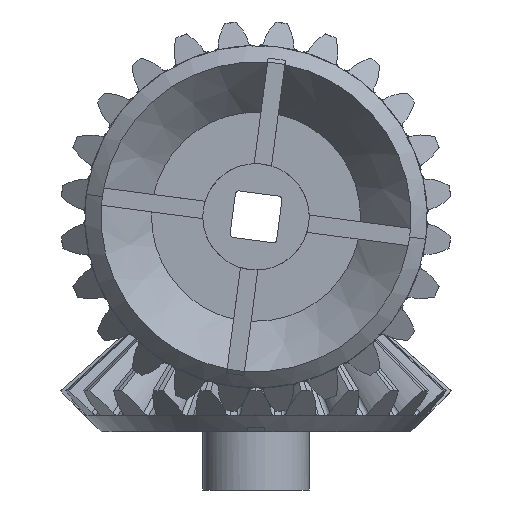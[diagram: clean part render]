
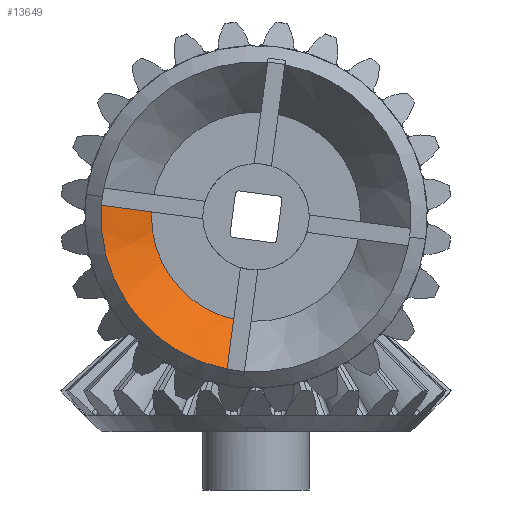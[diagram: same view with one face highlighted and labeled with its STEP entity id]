
A CAD part, front view. The second image highlights one B-rep face of the part: STEP entity #13649.
In plain terms, the highlighted conical face has half-angle 40.787 degrees and reference radius 10.644 mm.
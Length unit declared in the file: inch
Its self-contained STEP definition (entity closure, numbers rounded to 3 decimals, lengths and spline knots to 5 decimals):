
#6739 = DIRECTION ( 'NONE',  ( 1., 0., 0. ) ) ;
#6740 = DIRECTION ( 'NONE',  ( 0., 0., 1. ) ) ;
#6741 = CARTESIAN_POINT ( 'NONE',  ( 0., 0., 0.08093 ) ) ;
#6742 = AXIS2_PLACEMENT_3D ( 'NONE', #6741, #6740, #6739 ) ;
#6744 = CONICAL_SURFACE ( 'NONE', #6742, 0.41907, 0.712 ) ;
#6745 = FACE_OUTER_BOUND ( 'NONE', #13602, .T. ) ;
#6777 = DIRECTION ( 'NONE',  ( 1., 0., 0. ) ) ;
#6778 = DIRECTION ( 'NONE',  ( 0., 0., -1. ) ) ;
#6779 = AXIS2_PLACEMENT_3D ( 'NONE', #6786, #6778, #6777 ) ;
#6780 = CIRCLE ( 'NONE', #6779, 0.41907 ) ;
#6786 = CARTESIAN_POINT ( 'NONE',  ( 0., 0., 0.08093 ) ) ;
#8110 = CARTESIAN_POINT ( 'NONE',  ( -0.02362, -0.4184, 0.08093 ) ) ;
#8323 = CARTESIAN_POINT ( 'NONE',  ( -0.02362, -0.4184, 0.08093 ) ) ;
#8324 = CARTESIAN_POINT ( 'NONE',  ( -0.02362, -0.37284, 0.02825 ) ) ;
#8325 = CARTESIAN_POINT ( 'NONE',  ( -0.02362, -0.32728, -0.02442 ) ) ;
#8326 = CARTESIAN_POINT ( 'NONE',  ( -0.02362, -0.28173, -0.0771 ) ) ;
#8328 = B_SPLINE_CURVE_WITH_KNOTS ( 'NONE', 3,
 ( #8326, #8325, #8324, #8323 ),
 .UNSPECIFIED., .F., .F.,
 ( 4, 4 ),
 ( 0., 1. ),
 .UNSPECIFIED. ) ;
#8329 = CARTESIAN_POINT ( 'NONE',  ( -0.02362, -0.28173, -0.0771 ) ) ;
#8402 = CARTESIAN_POINT ( 'NONE',  ( -0.4184, -0.02362, 0.08093 ) ) ;
#8407 = CARTESIAN_POINT ( 'NONE',  ( -0.27636, -0.06338, -0.0771 ) ) ;
#8408 = CARTESIAN_POINT ( 'NONE',  ( -0.28037, -0.03973, -0.0771 ) ) ;
#8409 = CARTESIAN_POINT ( 'NONE',  ( -0.28173, -0.02362, -0.0771 ) ) ;
#8417 = B_SPLINE_CURVE_WITH_KNOTS ( 'NONE', 3,
 ( #8409, #8408, #8407, #8469, #8468, #8467, #8466, #8465, #8464, #8463, #8462, #8461, #8460, #8459, #8458, #8457, #8456, #8455, #8454, #8453, #8452, #8451, #8450, #8449, #8448, #8447, #8446, #8445, #8444, #8443, #8442 ),
 .UNSPECIFIED., .F., .F.,
 ( 4, 1, 1, 1, 1, 2, 2, 1, 2, 2, 2, 1, 2, 2, 1, 1, 1, 2, 2, 4 ),
 ( 0., 0.125, 0.1875, 0.21875, 0.23437, 0.24219, 0.25, 0.3125, 0.34375, 0.375, 0.5, 0.5625, 0.59375, 0.625, 0.6875, 0.71875, 0.73437, 0.74219, 0.75, 1. ),
 .UNSPECIFIED. ) ;
#8431 = B_SPLINE_CURVE_WITH_KNOTS ( 'NONE', 3,
 ( #8496, #8495, #8494, #8493 ),
 .UNSPECIFIED., .F., .F.,
 ( 4, 4 ),
 ( 0., 1. ),
 .UNSPECIFIED. ) ;
#8442 = CARTESIAN_POINT ( 'NONE',  ( -0.02362, -0.28173, -0.0771 ) ) ;
#8443 = CARTESIAN_POINT ( 'NONE',  ( -0.05585, -0.27902, -0.0771 ) ) ;
#8444 = CARTESIAN_POINT ( 'NONE',  ( -0.08669, -0.27103, -0.0771 ) ) ;
#8445 = CARTESIAN_POINT ( 'NONE',  ( -0.11707, -0.25734, -0.0771 ) ) ;
#8446 = CARTESIAN_POINT ( 'NONE',  ( -0.11808, -0.25687, -0.0771 ) ) ;
#8447 = CARTESIAN_POINT ( 'NONE',  ( -0.12001, -0.25598, -0.0771 ) ) ;
#8448 = CARTESIAN_POINT ( 'NONE',  ( -0.12288, -0.25463, -0.0771 ) ) ;
#8449 = CARTESIAN_POINT ( 'NONE',  ( -0.12953, -0.25136, -0.0771 ) ) ;
#8450 = CARTESIAN_POINT ( 'NONE',  ( -0.14257, -0.24439, -0.0771 ) ) ;
#8451 = CARTESIAN_POINT ( 'NONE',  ( -0.15333, -0.23768, -0.0771 ) ) ;
#8452 = CARTESIAN_POINT ( 'NONE',  ( -0.1638, -0.23047, -0.0771 ) ) ;
#8453 = CARTESIAN_POINT ( 'NONE',  ( -0.16735, -0.2279, -0.0771 ) ) ;
#8454 = CARTESIAN_POINT ( 'NONE',  ( -0.17421, -0.22271, -0.0771 ) ) ;
#8455 = CARTESIAN_POINT ( 'NONE',  ( -0.1843, -0.21469, -0.0771 ) ) ;
#8456 = CARTESIAN_POINT ( 'NONE',  ( -0.19382, -0.206, -0.0771 ) ) ;
#8457 = CARTESIAN_POINT ( 'NONE',  ( -0.21209, -0.18772, -0.0771 ) ) ;
#8458 = CARTESIAN_POINT ( 'NONE',  ( -0.2231, -0.1745, -0.0771 ) ) ;
#8459 = CARTESIAN_POINT ( 'NONE',  ( -0.23531, -0.15676, -0.0771 ) ) ;
#8460 = CARTESIAN_POINT ( 'NONE',  ( -0.2376, -0.15327, -0.0771 ) ) ;
#8461 = CARTESIAN_POINT ( 'NONE',  ( -0.24208, -0.14609, -0.0771 ) ) ;
#8462 = CARTESIAN_POINT ( 'NONE',  ( -0.24855, -0.13519, -0.0771 ) ) ;
#8463 = CARTESIAN_POINT ( 'NONE',  ( -0.25427, -0.12388, -0.0771 ) ) ;
#8464 = CARTESIAN_POINT ( 'NONE',  ( -0.25819, -0.11519, -0.0771 ) ) ;
#8465 = CARTESIAN_POINT ( 'NONE',  ( -0.25858, -0.11431, -0.0771 ) ) ;
#8466 = CARTESIAN_POINT ( 'NONE',  ( -0.25939, -0.11246, -0.0771 ) ) ;
#8467 = CARTESIAN_POINT ( 'NONE',  ( -0.26058, -0.10969, -0.0771 ) ) ;
#8468 = CARTESIAN_POINT ( 'NONE',  ( -0.26327, -0.10318, -0.0771 ) ) ;
#8469 = CARTESIAN_POINT ( 'NONE',  ( -0.26821, -0.09006, -0.0771 ) ) ;
#8493 = CARTESIAN_POINT ( 'NONE',  ( -0.28173, -0.02362, -0.0771 ) ) ;
#8494 = CARTESIAN_POINT ( 'NONE',  ( -0.32728, -0.02362, -0.02442 ) ) ;
#8495 = CARTESIAN_POINT ( 'NONE',  ( -0.37284, -0.02362, 0.02825 ) ) ;
#8496 = CARTESIAN_POINT ( 'NONE',  ( -0.4184, -0.02362, 0.08093 ) ) ;
#8497 = CARTESIAN_POINT ( 'NONE',  ( -0.28173, -0.02362, -0.0771 ) ) ;
#10020 = VERTEX_POINT ( 'NONE', #8110 ) ;
#10131 = VERTEX_POINT ( 'NONE', #8329 ) ;
#10133 = EDGE_CURVE ( 'NONE', #10131, #10020, #8328, .T. ) ;
#10156 = VERTEX_POINT ( 'NONE', #8402 ) ;
#10178 = EDGE_CURVE ( 'NONE', #10198, #10131, #8417, .T. ) ;
#10197 = EDGE_CURVE ( 'NONE', #10156, #10198, #8431, .T. ) ;
#10198 = VERTEX_POINT ( 'NONE', #8497 ) ;
#13596 = ORIENTED_EDGE ( 'NONE', *, *, #10178, .F. ) ;
#13602 = EDGE_LOOP ( 'NONE', ( #13651, #13652, #13657, #13596 ) ) ;
#13649 = ADVANCED_FACE ( 'NONE', ( #6745 ), #6744, .F. ) ;
#13651 = ORIENTED_EDGE ( 'NONE', *, *, #10197, .F. ) ;
#13652 = ORIENTED_EDGE ( 'NONE', *, *, #13656, .F. ) ;
#13656 = EDGE_CURVE ( 'NONE', #10020, #10156, #6780, .T. ) ;
#13657 = ORIENTED_EDGE ( 'NONE', *, *, #10133, .F. ) ;
